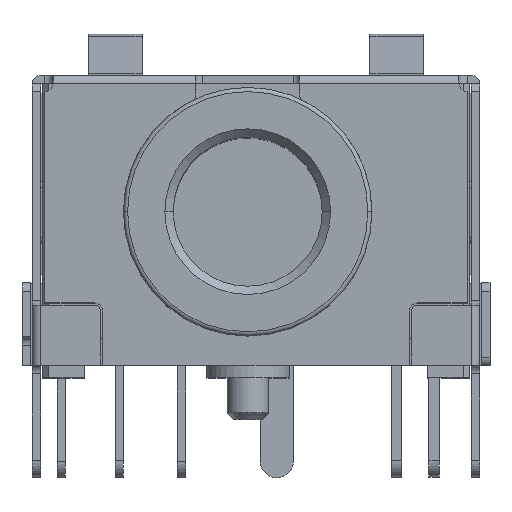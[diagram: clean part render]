
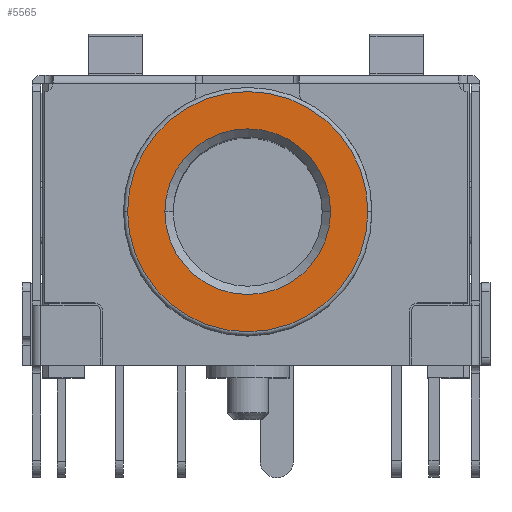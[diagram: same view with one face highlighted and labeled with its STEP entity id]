
A CAD part, top view. The second image highlights one B-rep face of the part: STEP entity #5565.
In plain terms, the highlighted planar face has unit normal (0, 0, 1).
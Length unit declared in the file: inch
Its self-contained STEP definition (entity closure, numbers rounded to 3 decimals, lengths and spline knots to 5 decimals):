
#176 = CARTESIAN_POINT ( 'NONE',  ( 0., 0., 0.11811 ) ) ;
#217 = CIRCLE ( 'NONE', #7897, 0.07874 ) ;
#443 = DIRECTION ( 'NONE',  ( 1., 0., 0. ) ) ;
#593 = EDGE_CURVE ( 'NONE', #5106, #10752, #6813, .T. ) ;
#611 = DIRECTION ( 'NONE',  ( 1., 0., 0. ) ) ;
#799 = EDGE_LOOP ( 'NONE', ( #3115, #3831 ) ) ;
#975 = CARTESIAN_POINT ( 'NONE',  ( -0.11417, 0., 0.11811 ) ) ;
#1003 = DIRECTION ( 'NONE',  ( 0., 0., 1. ) ) ;
#1009 = CARTESIAN_POINT ( 'NONE',  ( -0.19291, 0.12205, 0.11811 ) ) ;
#1393 = CARTESIAN_POINT ( 'NONE',  ( 0.11417, 0., 0.11811 ) ) ;
#1531 = CARTESIAN_POINT ( 'NONE',  ( 0.07874, 0., 0.11811 ) ) ;
#1816 = ORIENTED_EDGE ( 'NONE', *, *, #9099, .T. ) ;
#2156 = CIRCLE ( 'NONE', #5481, 0.11417 ) ;
#2637 = AXIS2_PLACEMENT_3D ( 'NONE', #7216, #8095, #611 ) ;
#2654 = FACE_BOUND ( 'NONE', #799, .T. ) ;
#2856 = CARTESIAN_POINT ( 'NONE',  ( 0., 0., 0.11811 ) ) ;
#3115 = ORIENTED_EDGE ( 'NONE', *, *, #9627, .T. ) ;
#3409 = VERTEX_POINT ( 'NONE', #1531 ) ;
#3628 = DIRECTION ( 'NONE',  ( 1., 0., 0. ) ) ;
#3831 = ORIENTED_EDGE ( 'NONE', *, *, #6706, .T. ) ;
#4141 = DIRECTION ( 'NONE',  ( 0., 0., -1. ) ) ;
#4194 = DIRECTION ( 'NONE',  ( 1., 0., 0. ) ) ;
#4762 = EDGE_LOOP ( 'NONE', ( #1816, #8199 ) ) ;
#5106 = VERTEX_POINT ( 'NONE', #975 ) ;
#5270 = AXIS2_PLACEMENT_3D ( 'NONE', #1009, #5776, #6796 ) ;
#5481 = AXIS2_PLACEMENT_3D ( 'NONE', #176, #1003, #3628 ) ;
#5489 = AXIS2_PLACEMENT_3D ( 'NONE', #2856, #7927, #443 ) ;
#5565 = ADVANCED_FACE ( 'NONE', ( #8289, #2654 ), #10046, .T. ) ;
#5776 = DIRECTION ( 'NONE',  ( 0., 0., 1. ) ) ;
#6706 = EDGE_CURVE ( 'NONE', #10143, #3409, #217, .T. ) ;
#6796 = DIRECTION ( 'NONE',  ( 1., 0., 0. ) ) ;
#6813 = CIRCLE ( 'NONE', #2637, 0.11417 ) ;
#7216 = CARTESIAN_POINT ( 'NONE',  ( 0., 0., 0.11811 ) ) ;
#7622 = CARTESIAN_POINT ( 'NONE',  ( 0., 0., 0.11811 ) ) ;
#7897 = AXIS2_PLACEMENT_3D ( 'NONE', #7622, #4141, #4194 ) ;
#7927 = DIRECTION ( 'NONE',  ( 0., 0., -1. ) ) ;
#8095 = DIRECTION ( 'NONE',  ( 0., 0., 1. ) ) ;
#8199 = ORIENTED_EDGE ( 'NONE', *, *, #593, .T. ) ;
#8289 = FACE_OUTER_BOUND ( 'NONE', #4762, .T. ) ;
#8455 = CIRCLE ( 'NONE', #5489, 0.07874 ) ;
#9099 = EDGE_CURVE ( 'NONE', #10752, #5106, #2156, .T. ) ;
#9627 = EDGE_CURVE ( 'NONE', #3409, #10143, #8455, .T. ) ;
#10046 = PLANE ( 'NONE',  #5270 ) ;
#10143 = VERTEX_POINT ( 'NONE', #10332 ) ;
#10332 = CARTESIAN_POINT ( 'NONE',  ( -0.07874, 0., 0.11811 ) ) ;
#10752 = VERTEX_POINT ( 'NONE', #1393 ) ;
